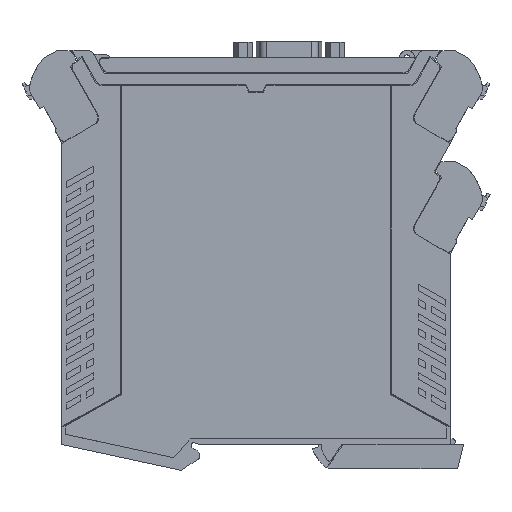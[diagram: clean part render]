
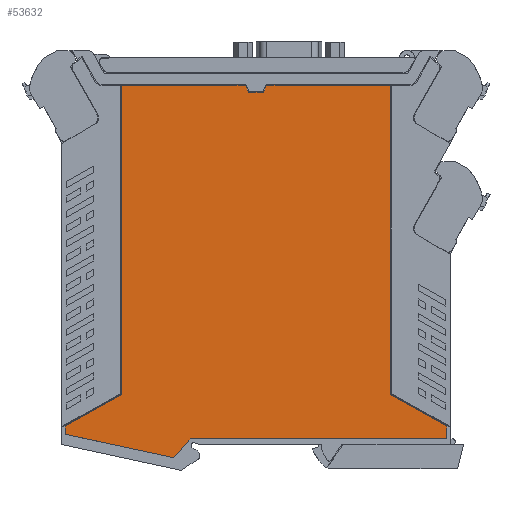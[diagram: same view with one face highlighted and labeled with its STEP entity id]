
A CAD part, left-side view. The second image highlights one B-rep face of the part: STEP entity #53632.
In plain terms, the highlighted planar face has unit normal (-1, 0, 0).
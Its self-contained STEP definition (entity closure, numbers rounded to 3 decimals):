
#38910=AXIS2_PLACEMENT_3D('Plane Axis2P3D',#38907,#38908,#38909) ;
#38907=CARTESIAN_POINT('Axis2P3D Location',(0.,116.324,8.535)) ;
#48285=CARTESIAN_POINT('Vertex',(0.,11.73,12.04)) ;
#48288=CARTESIAN_POINT('Line Origine',(0.,11.73,10.332)) ;
#48292=CARTESIAN_POINT('Vertex',(0.,11.73,8.624)) ;
#48313=CARTESIAN_POINT('Line Origine',(0.,46.51,8.624)) ;
#48317=CARTESIAN_POINT('Vertex',(0.,81.289,8.624)) ;
#48338=CARTESIAN_POINT('Line Origine',(0.,83.805,5.745)) ;
#48342=CARTESIAN_POINT('Vertex',(0.,85.842,3.413)) ;
#48344=CARTESIAN_POINT('Vertex',(0.,81.767,8.077)) ;
#48352=CARTESIAN_POINT('Line Origine',(0.,81.526,8.353)) ;
#48356=CARTESIAN_POINT('Vertex',(0.,81.762,8.082)) ;
#48359=CARTESIAN_POINT('Line Origine',(0.,81.765,8.079)) ;
#48381=CARTESIAN_POINT('Line Origine',(0.,100.618,6.592)) ;
#48385=CARTESIAN_POINT('Vertex',(0.,115.395,9.771)) ;
#48410=CARTESIAN_POINT('Line Origine',(0.,115.395,10.906)) ;
#48414=CARTESIAN_POINT('Vertex',(0.,115.395,12.04)) ;
#48435=CARTESIAN_POINT('Line Origine',(0.,107.778,16.305)) ;
#48439=CARTESIAN_POINT('Vertex',(0.,100.162,20.571)) ;
#48460=CARTESIAN_POINT('Line Origine',(0.,100.162,62.547)) ;
#48464=CARTESIAN_POINT('Vertex',(0.,100.162,104.524)) ;
#48480=CARTESIAN_POINT('Line Origine',(0.,68.143,104.524)) ;
#48484=CARTESIAN_POINT('Vertex',(0.,66.393,104.524)) ;
#48486=CARTESIAN_POINT('Vertex',(0.,69.893,104.524)) ;
#48494=CARTESIAN_POINT('Line Origine',(0.,85.028,104.524)) ;
#48513=CARTESIAN_POINT('Line Origine',(0.,65.95,103.574)) ;
#48517=CARTESIAN_POINT('Vertex',(0.,65.507,102.624)) ;
#48542=CARTESIAN_POINT('Vertex',(0.,61.618,102.624)) ;
#48545=CARTESIAN_POINT('Line Origine',(0.,63.562,102.624)) ;
#48563=CARTESIAN_POINT('Line Origine',(0.,61.175,103.574)) ;
#48567=CARTESIAN_POINT('Vertex',(0.,60.732,104.524)) ;
#48583=CARTESIAN_POINT('Line Origine',(0.,42.097,104.524)) ;
#48587=CARTESIAN_POINT('Vertex',(0.,26.962,104.524)) ;
#48589=CARTESIAN_POINT('Vertex',(0.,57.232,104.524)) ;
#48597=CARTESIAN_POINT('Line Origine',(0.,58.982,104.524)) ;
#48616=CARTESIAN_POINT('Line Origine',(0.,26.962,62.547)) ;
#48620=CARTESIAN_POINT('Vertex',(0.,26.962,20.571)) ;
#48641=CARTESIAN_POINT('Line Origine',(0.,19.346,16.305)) ;
#38908=DIRECTION('Axis2P3D Direction',(-1.,0.,0.)) ;
#38909=DIRECTION('Axis2P3D XDirection',(0.,-1.,0.)) ;
#48289=DIRECTION('Vector Direction',(0.,0.,1.)) ;
#48314=DIRECTION('Vector Direction',(0.,1.,0.)) ;
#48339=DIRECTION('Vector Direction',(0.,-0.658,0.753)) ;
#48353=DIRECTION('Vector Direction',(0.,-0.658,0.753)) ;
#48360=DIRECTION('Vector Direction',(0.,-0.658,0.753)) ;
#48382=DIRECTION('Vector Direction',(0.,-0.978,-0.21)) ;
#48411=DIRECTION('Vector Direction',(0.,0.,-1.)) ;
#48436=DIRECTION('Vector Direction',(0.,0.872,-0.489)) ;
#48461=DIRECTION('Vector Direction',(0.,0.,-1.)) ;
#48481=DIRECTION('Vector Direction',(0.,1.,0.)) ;
#48495=DIRECTION('Vector Direction',(0.,1.,0.)) ;
#48514=DIRECTION('Vector Direction',(0.,0.423,0.906)) ;
#48546=DIRECTION('Vector Direction',(0.,1.,0.)) ;
#48564=DIRECTION('Vector Direction',(0.,-0.423,0.906)) ;
#48584=DIRECTION('Vector Direction',(0.,1.,0.)) ;
#48598=DIRECTION('Vector Direction',(0.,1.,0.)) ;
#48617=DIRECTION('Vector Direction',(0.,0.,1.)) ;
#48642=DIRECTION('Vector Direction',(0.,0.872,0.489)) ;
#48290=VECTOR('Line Direction',#48289,1.) ;
#48315=VECTOR('Line Direction',#48314,1.) ;
#48340=VECTOR('Line Direction',#48339,1.) ;
#48354=VECTOR('Line Direction',#48353,1.) ;
#48361=VECTOR('Line Direction',#48360,1.) ;
#48383=VECTOR('Line Direction',#48382,1.) ;
#48412=VECTOR('Line Direction',#48411,1.) ;
#48437=VECTOR('Line Direction',#48436,1.) ;
#48462=VECTOR('Line Direction',#48461,1.) ;
#48482=VECTOR('Line Direction',#48481,1.) ;
#48496=VECTOR('Line Direction',#48495,1.) ;
#48515=VECTOR('Line Direction',#48514,1.) ;
#48547=VECTOR('Line Direction',#48546,1.) ;
#48565=VECTOR('Line Direction',#48564,1.) ;
#48585=VECTOR('Line Direction',#48584,1.) ;
#48599=VECTOR('Line Direction',#48598,1.) ;
#48618=VECTOR('Line Direction',#48617,1.) ;
#48643=VECTOR('Line Direction',#48642,1.) ;
#53613=ORIENTED_EDGE('',*,*,#48549,.T.) ;
#53614=ORIENTED_EDGE('',*,*,#48519,.T.) ;
#53615=ORIENTED_EDGE('',*,*,#48488,.T.) ;
#53616=ORIENTED_EDGE('',*,*,#48498,.T.) ;
#53617=ORIENTED_EDGE('',*,*,#48466,.T.) ;
#53618=ORIENTED_EDGE('',*,*,#48441,.T.) ;
#53619=ORIENTED_EDGE('',*,*,#48416,.T.) ;
#53620=ORIENTED_EDGE('',*,*,#48387,.T.) ;
#53621=ORIENTED_EDGE('',*,*,#48346,.T.) ;
#53622=ORIENTED_EDGE('',*,*,#48363,.T.) ;
#53623=ORIENTED_EDGE('',*,*,#48358,.T.) ;
#53624=ORIENTED_EDGE('',*,*,#48319,.T.) ;
#53625=ORIENTED_EDGE('',*,*,#48294,.T.) ;
#53626=ORIENTED_EDGE('',*,*,#48645,.T.) ;
#53627=ORIENTED_EDGE('',*,*,#48622,.T.) ;
#53628=ORIENTED_EDGE('',*,*,#48591,.T.) ;
#53629=ORIENTED_EDGE('',*,*,#48601,.T.) ;
#53630=ORIENTED_EDGE('',*,*,#48569,.T.) ;
#53632=ADVANCED_FACE('GEHAEUSE',(#53631),#38911,.T.) ;
#48294=EDGE_CURVE('',#48293,#48286,#48291,.T.) ;
#48319=EDGE_CURVE('',#48318,#48293,#48316,.F.) ;
#48346=EDGE_CURVE('',#48343,#48345,#48341,.T.) ;
#48358=EDGE_CURVE('',#48357,#48318,#48355,.T.) ;
#48363=EDGE_CURVE('',#48345,#48357,#48362,.T.) ;
#48387=EDGE_CURVE('',#48386,#48343,#48384,.T.) ;
#48416=EDGE_CURVE('',#48415,#48386,#48413,.T.) ;
#48441=EDGE_CURVE('',#48440,#48415,#48438,.T.) ;
#48466=EDGE_CURVE('',#48465,#48440,#48463,.T.) ;
#48488=EDGE_CURVE('',#48485,#48487,#48483,.T.) ;
#48498=EDGE_CURVE('',#48487,#48465,#48497,.T.) ;
#48519=EDGE_CURVE('',#48518,#48485,#48516,.T.) ;
#48549=EDGE_CURVE('',#48543,#48518,#48548,.T.) ;
#48569=EDGE_CURVE('',#48568,#48543,#48566,.F.) ;
#48591=EDGE_CURVE('',#48588,#48590,#48586,.T.) ;
#48601=EDGE_CURVE('',#48590,#48568,#48600,.T.) ;
#48622=EDGE_CURVE('',#48621,#48588,#48619,.T.) ;
#48645=EDGE_CURVE('',#48286,#48621,#48644,.T.) ;
#53612=EDGE_LOOP('',(#53613,#53614,#53615,#53616,#53617,#53618,#53619,#53620,#53621,#53622,#53623,#53624,#53625,#53626,#53627,#53628,#53629,#53630)) ;
#53631=FACE_OUTER_BOUND('',#53612,.T.) ;
#48291=LINE('Line',#48288,#48290) ;
#48316=LINE('Line',#48313,#48315) ;
#48341=LINE('Line',#48338,#48340) ;
#48355=LINE('Line',#48352,#48354) ;
#48362=LINE('Line',#48359,#48361) ;
#48384=LINE('Line',#48381,#48383) ;
#48413=LINE('Line',#48410,#48412) ;
#48438=LINE('Line',#48435,#48437) ;
#48463=LINE('Line',#48460,#48462) ;
#48483=LINE('Line',#48480,#48482) ;
#48497=LINE('Line',#48494,#48496) ;
#48516=LINE('Line',#48513,#48515) ;
#48548=LINE('Line',#48545,#48547) ;
#48566=LINE('Line',#48563,#48565) ;
#48586=LINE('Line',#48583,#48585) ;
#48600=LINE('Line',#48597,#48599) ;
#48619=LINE('Line',#48616,#48618) ;
#48644=LINE('Line',#48641,#48643) ;
#38911=PLANE('',#38910) ;
#48286=VERTEX_POINT('',#48285) ;
#48293=VERTEX_POINT('',#48292) ;
#48318=VERTEX_POINT('',#48317) ;
#48343=VERTEX_POINT('',#48342) ;
#48345=VERTEX_POINT('',#48344) ;
#48357=VERTEX_POINT('',#48356) ;
#48386=VERTEX_POINT('',#48385) ;
#48415=VERTEX_POINT('',#48414) ;
#48440=VERTEX_POINT('',#48439) ;
#48465=VERTEX_POINT('',#48464) ;
#48485=VERTEX_POINT('',#48484) ;
#48487=VERTEX_POINT('',#48486) ;
#48518=VERTEX_POINT('',#48517) ;
#48543=VERTEX_POINT('',#48542) ;
#48568=VERTEX_POINT('',#48567) ;
#48588=VERTEX_POINT('',#48587) ;
#48590=VERTEX_POINT('',#48589) ;
#48621=VERTEX_POINT('',#48620) ;
